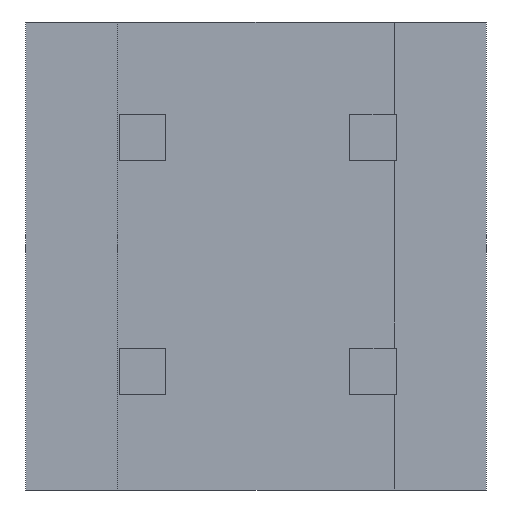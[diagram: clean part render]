
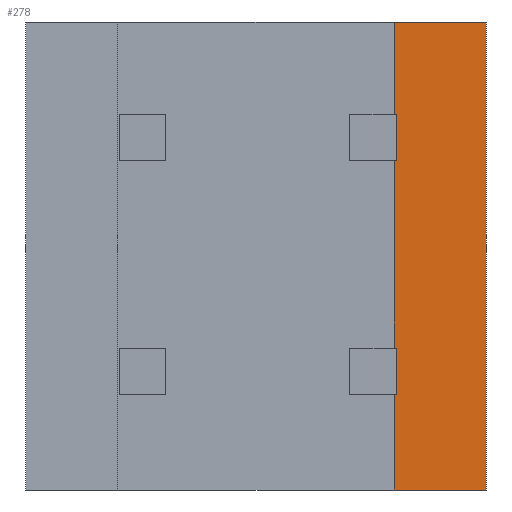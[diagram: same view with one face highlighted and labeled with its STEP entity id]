
A CAD part, front view. The second image highlights one B-rep face of the part: STEP entity #278.
In plain terms, the highlighted planar face has unit normal (0, -1, 0).
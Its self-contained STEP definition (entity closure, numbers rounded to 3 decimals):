
#28 = DIRECTION ( 'NONE',  ( 1., 0., 0. ) ) ;
#102 = CARTESIAN_POINT ( 'NONE',  ( 1.5, 0., -2.54 ) ) ;
#132 = CARTESIAN_POINT ( 'NONE',  ( 2.5, 0., 2.54 ) ) ;
#139 = CARTESIAN_POINT ( 'NONE',  ( 1.52, 0., 2.54 ) ) ;
#152 = DIRECTION ( 'NONE',  ( 1., 0., 0. ) ) ;
#156 = CARTESIAN_POINT ( 'NONE',  ( 1.5, 0., 1.54 ) ) ;
#168 = CARTESIAN_POINT ( 'NONE',  ( 1.5, 0., -1. ) ) ;
#262 = VERTEX_POINT ( 'NONE', #724 ) ;
#273 = ORIENTED_EDGE ( 'NONE', *, *, #297, .T. ) ;
#278 = ADVANCED_FACE ( 'NONE', ( #2076 ), #1108, .F. ) ;
#279 = ORIENTED_EDGE ( 'NONE', *, *, #611, .T. ) ;
#297 = EDGE_CURVE ( 'NONE', #938, #1970, #1688, .T. ) ;
#300 = VERTEX_POINT ( 'NONE', #1478 ) ;
#311 = LINE ( 'NONE', #708, #1713 ) ;
#354 = VERTEX_POINT ( 'NONE', #1304 ) ;
#382 = LINE ( 'NONE', #1236, #1339 ) ;
#386 = CARTESIAN_POINT ( 'NONE',  ( 1.5, 0., 2.54 ) ) ;
#454 = CARTESIAN_POINT ( 'NONE',  ( 1.5, 0., 0. ) ) ;
#475 = VERTEX_POINT ( 'NONE', #102 ) ;
#483 = VERTEX_POINT ( 'NONE', #1363 ) ;
#485 = CARTESIAN_POINT ( 'NONE',  ( 1.5, 0., 1.04 ) ) ;
#486 = CARTESIAN_POINT ( 'NONE',  ( 1.52, 0., 1.04 ) ) ;
#521 = EDGE_LOOP ( 'NONE', ( #879, #279, #577, #1673, #1893, #645, #1010, #800, #680, #1107, #273, #1990 ) ) ;
#528 = DIRECTION ( 'NONE',  ( 1., 0., 0. ) ) ;
#565 = LINE ( 'NONE', #2130, #980 ) ;
#577 = ORIENTED_EDGE ( 'NONE', *, *, #2271, .T. ) ;
#611 = EDGE_CURVE ( 'NONE', #1597, #483, #1698, .T. ) ;
#642 = EDGE_CURVE ( 'NONE', #938, #2041, #382, .T. ) ;
#645 = ORIENTED_EDGE ( 'NONE', *, *, #702, .T. ) ;
#680 = ORIENTED_EDGE ( 'NONE', *, *, #2165, .F. ) ;
#702 = EDGE_CURVE ( 'NONE', #1326, #2335, #1862, .T. ) ;
#705 = CARTESIAN_POINT ( 'NONE',  ( 1.52, 0., 1.54 ) ) ;
#708 = CARTESIAN_POINT ( 'NONE',  ( 1.5, 0., -2.54 ) ) ;
#720 = DIRECTION ( 'NONE',  ( 1., 0., 0. ) ) ;
#724 = CARTESIAN_POINT ( 'NONE',  ( 2.5, 0., -2.54 ) ) ;
#742 = DIRECTION ( 'NONE',  ( 0., 1., 0. ) ) ;
#748 = VECTOR ( 'NONE', #2160, 1000. ) ;
#800 = ORIENTED_EDGE ( 'NONE', *, *, #1310, .T. ) ;
#879 = ORIENTED_EDGE ( 'NONE', *, *, #2247, .T. ) ;
#890 = CARTESIAN_POINT ( 'NONE',  ( 1.5, 0., 2.54 ) ) ;
#931 = LINE ( 'NONE', #139, #1848 ) ;
#938 = VERTEX_POINT ( 'NONE', #1865 ) ;
#980 = VECTOR ( 'NONE', #2307, 1000. ) ;
#1010 = ORIENTED_EDGE ( 'NONE', *, *, #1842, .T. ) ;
#1042 = DIRECTION ( 'NONE',  ( 0., 0., -1. ) ) ;
#1051 = DIRECTION ( 'NONE',  ( 0., 0., -1. ) ) ;
#1081 = CARTESIAN_POINT ( 'NONE',  ( 1.52, 0., -1.5 ) ) ;
#1090 = DIRECTION ( 'NONE',  ( -1., 0., 0. ) ) ;
#1093 = LINE ( 'NONE', #1118, #2056 ) ;
#1107 = ORIENTED_EDGE ( 'NONE', *, *, #642, .F. ) ;
#1108 = PLANE ( 'NONE',  #2093 ) ;
#1118 = CARTESIAN_POINT ( 'NONE',  ( 1.5, 0., 1.54 ) ) ;
#1196 = VECTOR ( 'NONE', #1942, 1000. ) ;
#1222 = VECTOR ( 'NONE', #720, 1000. ) ;
#1236 = CARTESIAN_POINT ( 'NONE',  ( 1.5, 0., 2.54 ) ) ;
#1245 = CARTESIAN_POINT ( 'NONE',  ( 2.5, 0., 2.54 ) ) ;
#1304 = CARTESIAN_POINT ( 'NONE',  ( 1.52, 0., -1. ) ) ;
#1310 = EDGE_CURVE ( 'NONE', #475, #262, #311, .T. ) ;
#1326 = VERTEX_POINT ( 'NONE', #1081 ) ;
#1339 = VECTOR ( 'NONE', #152, 1000. ) ;
#1345 = EDGE_CURVE ( 'NONE', #300, #354, #2201, .T. ) ;
#1357 = VECTOR ( 'NONE', #1090, 1000. ) ;
#1363 = CARTESIAN_POINT ( 'NONE',  ( 1.5, 0., 1.04 ) ) ;
#1370 = EDGE_CURVE ( 'NONE', #1970, #2014, #1093, .T. ) ;
#1423 = VECTOR ( 'NONE', #1667, 1000. ) ;
#1478 = CARTESIAN_POINT ( 'NONE',  ( 1.5, 0., -1. ) ) ;
#1485 = LINE ( 'NONE', #890, #748 ) ;
#1525 = LINE ( 'NONE', #132, #1946 ) ;
#1597 = VERTEX_POINT ( 'NONE', #486 ) ;
#1667 = DIRECTION ( 'NONE',  ( 0., 0., -1. ) ) ;
#1673 = ORIENTED_EDGE ( 'NONE', *, *, #1345, .T. ) ;
#1688 = LINE ( 'NONE', #386, #1423 ) ;
#1698 = LINE ( 'NONE', #485, #1196 ) ;
#1713 = VECTOR ( 'NONE', #528, 1000. ) ;
#1810 = CARTESIAN_POINT ( 'NONE',  ( 1.5, 0., -1.5 ) ) ;
#1830 = CARTESIAN_POINT ( 'NONE',  ( 1.5, 0., 2.54 ) ) ;
#1842 = EDGE_CURVE ( 'NONE', #2335, #475, #1927, .T. ) ;
#1848 = VECTOR ( 'NONE', #1051, 1000. ) ;
#1862 = LINE ( 'NONE', #1810, #1357 ) ;
#1865 = CARTESIAN_POINT ( 'NONE',  ( 1.5, 0., 2.54 ) ) ;
#1878 = VECTOR ( 'NONE', #2273, 1000. ) ;
#1893 = ORIENTED_EDGE ( 'NONE', *, *, #2211, .T. ) ;
#1927 = LINE ( 'NONE', #454, #1878 ) ;
#1942 = DIRECTION ( 'NONE',  ( -1., 0., 0. ) ) ;
#1946 = VECTOR ( 'NONE', #1042, 1000. ) ;
#1970 = VERTEX_POINT ( 'NONE', #156 ) ;
#1990 = ORIENTED_EDGE ( 'NONE', *, *, #1370, .T. ) ;
#2014 = VERTEX_POINT ( 'NONE', #705 ) ;
#2016 = CARTESIAN_POINT ( 'NONE',  ( 1.5, 0., -1.5 ) ) ;
#2019 = DIRECTION ( 'NONE',  ( 0., 0., 1. ) ) ;
#2041 = VERTEX_POINT ( 'NONE', #1245 ) ;
#2056 = VECTOR ( 'NONE', #28, 1000. ) ;
#2076 = FACE_OUTER_BOUND ( 'NONE', #521, .T. ) ;
#2093 = AXIS2_PLACEMENT_3D ( 'NONE', #1830, #742, #2019 ) ;
#2130 = CARTESIAN_POINT ( 'NONE',  ( 1.52, 0., 0. ) ) ;
#2160 = DIRECTION ( 'NONE',  ( 0., 0., -1. ) ) ;
#2165 = EDGE_CURVE ( 'NONE', #2041, #262, #1525, .T. ) ;
#2201 = LINE ( 'NONE', #168, #1222 ) ;
#2211 = EDGE_CURVE ( 'NONE', #354, #1326, #565, .T. ) ;
#2247 = EDGE_CURVE ( 'NONE', #2014, #1597, #931, .T. ) ;
#2271 = EDGE_CURVE ( 'NONE', #483, #300, #1485, .T. ) ;
#2273 = DIRECTION ( 'NONE',  ( 0., 0., -1. ) ) ;
#2307 = DIRECTION ( 'NONE',  ( 0., 0., -1. ) ) ;
#2335 = VERTEX_POINT ( 'NONE', #2016 ) ;
